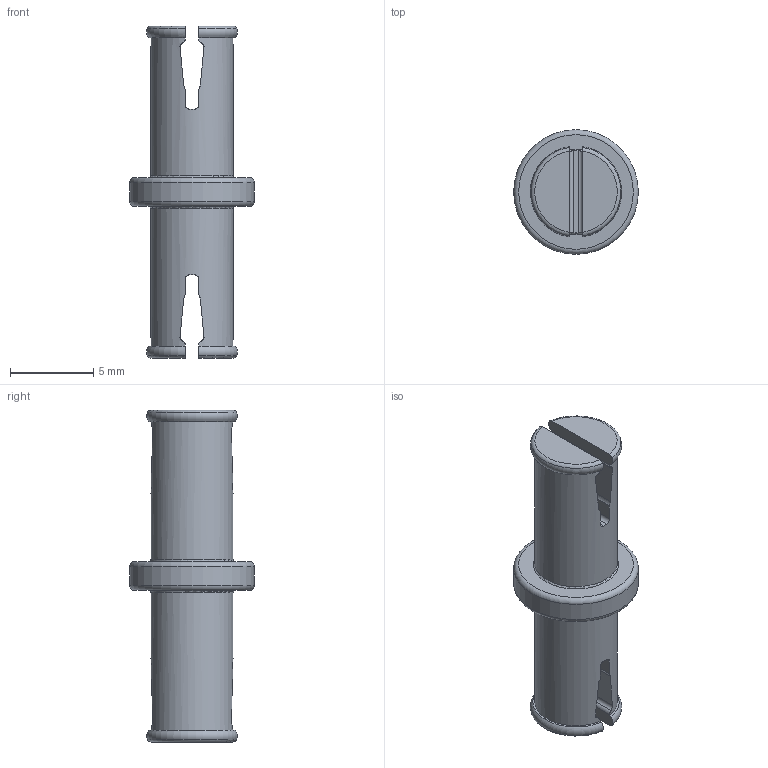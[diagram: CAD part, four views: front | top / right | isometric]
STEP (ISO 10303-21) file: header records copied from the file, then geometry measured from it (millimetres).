
FILE_DESCRIPTION(/* description */ ('Unknown'),/* implementation_level */ '2;1');
FILE_NAME(/* name */ 'cp1x1',/* time_stamp */ '2018-09-05T08:16:13+02:00',/* author */ ('Unknown'),/* organization */ ('Unknown'),/* preprocessor_version */ 'ST-DEVELOPER v16.7',/* originating_system */ 'DEX',/* authorisation */ $);
FILE_SCHEMA (('AUTOMOTIVE_DESIGN {1 0 10303 214 3 1 1}'));
Length unit declared in the file: millimetre
Products named in the file (1): cp1x1
Bounding box: 7.5 x 7.5 x 19.98 mm (x, y, z)
Volume: 380.9 mm3; surface area: 495 mm2
Topology: 1 solids, 1 shells, 55 faces, 149 edges, 98 vertices
Faces by surface type: plane 24, cylinder 19, torus 12
Full cylindrical faces by diameter (mm): 4.95 x2, 7.5 x1
Entity records: 1752 total; most frequent: CARTESIAN_POINT 436, ORIENTED_EDGE 280, DIRECTION 240, EDGE_CURVE 140, VERTEX_POINT 96, AXIS2_PLACEMENT_3D 92, EDGE_LOOP 64, FACE_BOUND 64
